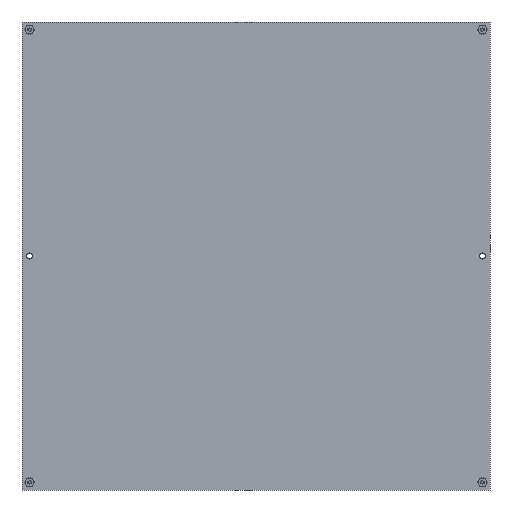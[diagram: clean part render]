
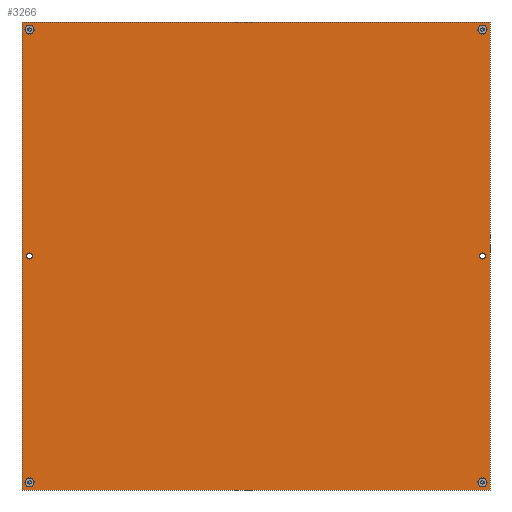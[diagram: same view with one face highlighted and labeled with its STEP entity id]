
A CAD part, front view. The second image highlights one B-rep face of the part: STEP entity #3266.
In plain terms, the highlighted planar face has unit normal (0, -1, 0).
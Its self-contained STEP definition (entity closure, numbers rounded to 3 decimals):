
#9 = EDGE_CURVE ( 'NONE', #6719, #7352, #3002, .T. ) ;
#124 = AXIS2_PLACEMENT_3D ( 'NONE', #5366, #6025, #4690 ) ;
#128 = EDGE_CURVE ( 'NONE', #4863, #3313, #4287, .T. ) ;
#145 = CARTESIAN_POINT ( 'NONE',  ( 155., 0., 155. ) ) ;
#175 = ORIENTED_EDGE ( 'NONE', *, *, #1997, .T. ) ;
#189 = CARTESIAN_POINT ( 'NONE',  ( -150., 0., -2. ) ) ;
#195 = CARTESIAN_POINT ( 'NONE',  ( -150., 0., 150. ) ) ;
#204 = CIRCLE ( 'NONE', #1070, 1.7 ) ;
#287 = VERTEX_POINT ( 'NONE', #1846 ) ;
#310 = CIRCLE ( 'NONE', #1017, 1.7 ) ;
#392 = CARTESIAN_POINT ( 'NONE',  ( 150., 0., 2. ) ) ;
#573 = DIRECTION ( 'NONE',  ( 0., -1., 0. ) ) ;
#596 = EDGE_CURVE ( 'NONE', #6410, #5119, #4340, .T. ) ;
#648 = ORIENTED_EDGE ( 'NONE', *, *, #7702, .T. ) ;
#656 = VECTOR ( 'NONE', #1370, 1000. ) ;
#659 = DIRECTION ( 'NONE',  ( 0., 0., -1. ) ) ;
#696 = DIRECTION ( 'NONE',  ( 0., 1., 0. ) ) ;
#768 = CARTESIAN_POINT ( 'NONE',  ( 0., 0., 0. ) ) ;
#792 = CARTESIAN_POINT ( 'NONE',  ( -150., 0., 150. ) ) ;
#838 = VERTEX_POINT ( 'NONE', #5164 ) ;
#871 = FACE_BOUND ( 'NONE', #3018, .T. ) ;
#880 = DIRECTION ( 'NONE',  ( 0., 0., 1. ) ) ;
#889 = CARTESIAN_POINT ( 'NONE',  ( 150., 0., 151.7 ) ) ;
#944 = LINE ( 'NONE', #5925, #1756 ) ;
#1017 = AXIS2_PLACEMENT_3D ( 'NONE', #7889, #3381, #1569 ) ;
#1070 = AXIS2_PLACEMENT_3D ( 'NONE', #195, #5935, #880 ) ;
#1079 = DIRECTION ( 'NONE',  ( -1., 0., 0. ) ) ;
#1102 = ORIENTED_EDGE ( 'NONE', *, *, #1339, .T. ) ;
#1115 = ORIENTED_EDGE ( 'NONE', *, *, #3483, .F. ) ;
#1199 = DIRECTION ( 'NONE',  ( 0., 0., -1. ) ) ;
#1216 = DIRECTION ( 'NONE',  ( 0., 0., 1. ) ) ;
#1233 = CARTESIAN_POINT ( 'NONE',  ( -150., 0., 0. ) ) ;
#1327 = CIRCLE ( 'NONE', #5579, 2. ) ;
#1339 = EDGE_CURVE ( 'NONE', #3756, #6353, #6986, .T. ) ;
#1359 = AXIS2_PLACEMENT_3D ( 'NONE', #1233, #5645, #659 ) ;
#1370 = DIRECTION ( 'NONE',  ( 0., 0., -1. ) ) ;
#1466 = AXIS2_PLACEMENT_3D ( 'NONE', #6928, #696, #1216 ) ;
#1473 = FACE_BOUND ( 'NONE', #1950, .T. ) ;
#1569 = DIRECTION ( 'NONE',  ( 0., 0., 1. ) ) ;
#1664 = DIRECTION ( 'NONE',  ( 0., -1., 0. ) ) ;
#1756 = VECTOR ( 'NONE', #2793, 1000. ) ;
#1846 = CARTESIAN_POINT ( 'NONE',  ( -155., 0., -155. ) ) ;
#1950 = EDGE_LOOP ( 'NONE', ( #3828, #7081 ) ) ;
#1997 = EDGE_CURVE ( 'NONE', #3493, #6777, #204, .T. ) ;
#2117 = ORIENTED_EDGE ( 'NONE', *, *, #9, .F. ) ;
#2129 = VERTEX_POINT ( 'NONE', #4948 ) ;
#2137 = ORIENTED_EDGE ( 'NONE', *, *, #596, .T. ) ;
#2203 = VECTOR ( 'NONE', #4208, 1000. ) ;
#2369 = CARTESIAN_POINT ( 'NONE',  ( -150., 0., 148.3 ) ) ;
#2419 = ORIENTED_EDGE ( 'NONE', *, *, #5083, .F. ) ;
#2458 = EDGE_CURVE ( 'NONE', #8087, #2129, #7121, .T. ) ;
#2467 = CARTESIAN_POINT ( 'NONE',  ( 150., 0., -148.3 ) ) ;
#2600 = EDGE_LOOP ( 'NONE', ( #3749, #2137 ) ) ;
#2682 = CARTESIAN_POINT ( 'NONE',  ( 155., 0., 155. ) ) ;
#2793 = DIRECTION ( 'NONE',  ( 0., 0., 1. ) ) ;
#2868 = CIRCLE ( 'NONE', #1466, 1.7 ) ;
#2977 = DIRECTION ( 'NONE',  ( 0., 1., 0. ) ) ;
#2979 = EDGE_CURVE ( 'NONE', #838, #287, #4044, .T. ) ;
#3002 = CIRCLE ( 'NONE', #6920, 2. ) ;
#3018 = EDGE_LOOP ( 'NONE', ( #6646, #2117 ) ) ;
#3098 = DIRECTION ( 'NONE',  ( 0., 0., 1. ) ) ;
#3103 = ORIENTED_EDGE ( 'NONE', *, *, #7269, .F. ) ;
#3107 = EDGE_LOOP ( 'NONE', ( #5299, #3103, #2419, #4016 ) ) ;
#3137 = CIRCLE ( 'NONE', #5707, 2. ) ;
#3247 = DIRECTION ( 'NONE',  ( 0., 1., 0. ) ) ;
#3266 = ADVANCED_FACE ( 'NONE', ( #5632, #871, #1473, #7486, #6111, #7987, #5726 ), #7038, .T. ) ;
#3313 = VERTEX_POINT ( 'NONE', #189 ) ;
#3381 = DIRECTION ( 'NONE',  ( 0., 1., 0. ) ) ;
#3483 = EDGE_CURVE ( 'NONE', #3313, #4863, #3137, .T. ) ;
#3493 = VERTEX_POINT ( 'NONE', #5556 ) ;
#3637 = DIRECTION ( 'NONE',  ( 0., 0., 1. ) ) ;
#3749 = ORIENTED_EDGE ( 'NONE', *, *, #7151, .T. ) ;
#3756 = VERTEX_POINT ( 'NONE', #3950 ) ;
#3828 = ORIENTED_EDGE ( 'NONE', *, *, #3967, .T. ) ;
#3950 = CARTESIAN_POINT ( 'NONE',  ( 150., 0., -151.7 ) ) ;
#3966 = DIRECTION ( 'NONE',  ( 0., 0., -1. ) ) ;
#3967 = EDGE_CURVE ( 'NONE', #2129, #8087, #5127, .T. ) ;
#4016 = ORIENTED_EDGE ( 'NONE', *, *, #2979, .F. ) ;
#4037 = CARTESIAN_POINT ( 'NONE',  ( -150., 0., -150. ) ) ;
#4044 = LINE ( 'NONE', #5365, #6623 ) ;
#4102 = EDGE_LOOP ( 'NONE', ( #175, #6514 ) ) ;
#4166 = DIRECTION ( 'NONE',  ( 0., 0., -1. ) ) ;
#4208 = DIRECTION ( 'NONE',  ( 1., 0., 0. ) ) ;
#4252 = AXIS2_PLACEMENT_3D ( 'NONE', #792, #3247, #7679 ) ;
#4287 = CIRCLE ( 'NONE', #1359, 2. ) ;
#4340 = CIRCLE ( 'NONE', #5063, 1.7 ) ;
#4390 = DIRECTION ( 'NONE',  ( 0., 0., -1. ) ) ;
#4690 = DIRECTION ( 'NONE',  ( 0., 0., 1. ) ) ;
#4863 = VERTEX_POINT ( 'NONE', #7611 ) ;
#4948 = CARTESIAN_POINT ( 'NONE',  ( -150., 0., -148.3 ) ) ;
#4970 = EDGE_LOOP ( 'NONE', ( #5717, #1115 ) ) ;
#5000 = EDGE_CURVE ( 'NONE', #6417, #838, #5225, .T. ) ;
#5063 = AXIS2_PLACEMENT_3D ( 'NONE', #7149, #5260, #6524 ) ;
#5083 = EDGE_CURVE ( 'NONE', #287, #5797, #944, .T. ) ;
#5119 = VERTEX_POINT ( 'NONE', #889 ) ;
#5127 = CIRCLE ( 'NONE', #6424, 1.7 ) ;
#5164 = CARTESIAN_POINT ( 'NONE',  ( 155., 0., -155. ) ) ;
#5191 = DIRECTION ( 'NONE',  ( 0., -1., 0. ) ) ;
#5225 = LINE ( 'NONE', #145, #656 ) ;
#5255 = EDGE_CURVE ( 'NONE', #7352, #6719, #1327, .T. ) ;
#5260 = DIRECTION ( 'NONE',  ( 0., 1., 0. ) ) ;
#5267 = LINE ( 'NONE', #5360, #2203 ) ;
#5299 = ORIENTED_EDGE ( 'NONE', *, *, #5000, .F. ) ;
#5360 = CARTESIAN_POINT ( 'NONE',  ( -155., 0., 155. ) ) ;
#5365 = CARTESIAN_POINT ( 'NONE',  ( -155., 0., -155. ) ) ;
#5366 = CARTESIAN_POINT ( 'NONE',  ( -150., 0., -150. ) ) ;
#5556 = CARTESIAN_POINT ( 'NONE',  ( -150., 0., 151.7 ) ) ;
#5579 = AXIS2_PLACEMENT_3D ( 'NONE', #6077, #1664, #4166 ) ;
#5606 = CARTESIAN_POINT ( 'NONE',  ( 150., 0., -150. ) ) ;
#5632 = FACE_BOUND ( 'NONE', #4970, .T. ) ;
#5635 = DIRECTION ( 'NONE',  ( 0., 1., 0. ) ) ;
#5645 = DIRECTION ( 'NONE',  ( 0., -1., 0. ) ) ;
#5667 = DIRECTION ( 'NONE',  ( 0., -1., 0. ) ) ;
#5707 = AXIS2_PLACEMENT_3D ( 'NONE', #6850, #573, #4390 ) ;
#5717 = ORIENTED_EDGE ( 'NONE', *, *, #128, .F. ) ;
#5726 = FACE_OUTER_BOUND ( 'NONE', #3107, .T. ) ;
#5797 = VERTEX_POINT ( 'NONE', #8088 ) ;
#5857 = AXIS2_PLACEMENT_3D ( 'NONE', #768, #5191, #3966 ) ;
#5925 = CARTESIAN_POINT ( 'NONE',  ( -155., 0., 155. ) ) ;
#5935 = DIRECTION ( 'NONE',  ( 0., 1., 0. ) ) ;
#6025 = DIRECTION ( 'NONE',  ( 0., 1., 0. ) ) ;
#6043 = EDGE_CURVE ( 'NONE', #6777, #3493, #8129, .T. ) ;
#6044 = CARTESIAN_POINT ( 'NONE',  ( 150., 0., -2. ) ) ;
#6077 = CARTESIAN_POINT ( 'NONE',  ( 150., 0., 0. ) ) ;
#6111 = FACE_BOUND ( 'NONE', #2600, .T. ) ;
#6353 = VERTEX_POINT ( 'NONE', #2467 ) ;
#6410 = VERTEX_POINT ( 'NONE', #7691 ) ;
#6417 = VERTEX_POINT ( 'NONE', #2682 ) ;
#6424 = AXIS2_PLACEMENT_3D ( 'NONE', #4037, #2977, #3637 ) ;
#6514 = ORIENTED_EDGE ( 'NONE', *, *, #6043, .T. ) ;
#6524 = DIRECTION ( 'NONE',  ( 0., 0., 1. ) ) ;
#6623 = VECTOR ( 'NONE', #1079, 1000. ) ;
#6646 = ORIENTED_EDGE ( 'NONE', *, *, #5255, .F. ) ;
#6652 = EDGE_LOOP ( 'NONE', ( #648, #1102 ) ) ;
#6719 = VERTEX_POINT ( 'NONE', #6044 ) ;
#6777 = VERTEX_POINT ( 'NONE', #2369 ) ;
#6794 = AXIS2_PLACEMENT_3D ( 'NONE', #5606, #5635, #3098 ) ;
#6827 = CARTESIAN_POINT ( 'NONE',  ( -150., 0., -151.7 ) ) ;
#6850 = CARTESIAN_POINT ( 'NONE',  ( -150., 0., 0. ) ) ;
#6920 = AXIS2_PLACEMENT_3D ( 'NONE', #6937, #5667, #1199 ) ;
#6928 = CARTESIAN_POINT ( 'NONE',  ( 150., 0., -150. ) ) ;
#6937 = CARTESIAN_POINT ( 'NONE',  ( 150., 0., 0. ) ) ;
#6986 = CIRCLE ( 'NONE', #6794, 1.7 ) ;
#7038 = PLANE ( 'NONE',  #5857 ) ;
#7081 = ORIENTED_EDGE ( 'NONE', *, *, #2458, .T. ) ;
#7121 = CIRCLE ( 'NONE', #124, 1.7 ) ;
#7149 = CARTESIAN_POINT ( 'NONE',  ( 150., 0., 150. ) ) ;
#7151 = EDGE_CURVE ( 'NONE', #5119, #6410, #310, .T. ) ;
#7269 = EDGE_CURVE ( 'NONE', #5797, #6417, #5267, .T. ) ;
#7352 = VERTEX_POINT ( 'NONE', #392 ) ;
#7486 = FACE_BOUND ( 'NONE', #4102, .T. ) ;
#7611 = CARTESIAN_POINT ( 'NONE',  ( -150., 0., 2. ) ) ;
#7679 = DIRECTION ( 'NONE',  ( 0., 0., 1. ) ) ;
#7691 = CARTESIAN_POINT ( 'NONE',  ( 150., 0., 148.3 ) ) ;
#7702 = EDGE_CURVE ( 'NONE', #6353, #3756, #2868, .T. ) ;
#7889 = CARTESIAN_POINT ( 'NONE',  ( 150., 0., 150. ) ) ;
#7987 = FACE_BOUND ( 'NONE', #6652, .T. ) ;
#8087 = VERTEX_POINT ( 'NONE', #6827 ) ;
#8088 = CARTESIAN_POINT ( 'NONE',  ( -155., 0., 155. ) ) ;
#8129 = CIRCLE ( 'NONE', #4252, 1.7 ) ;
